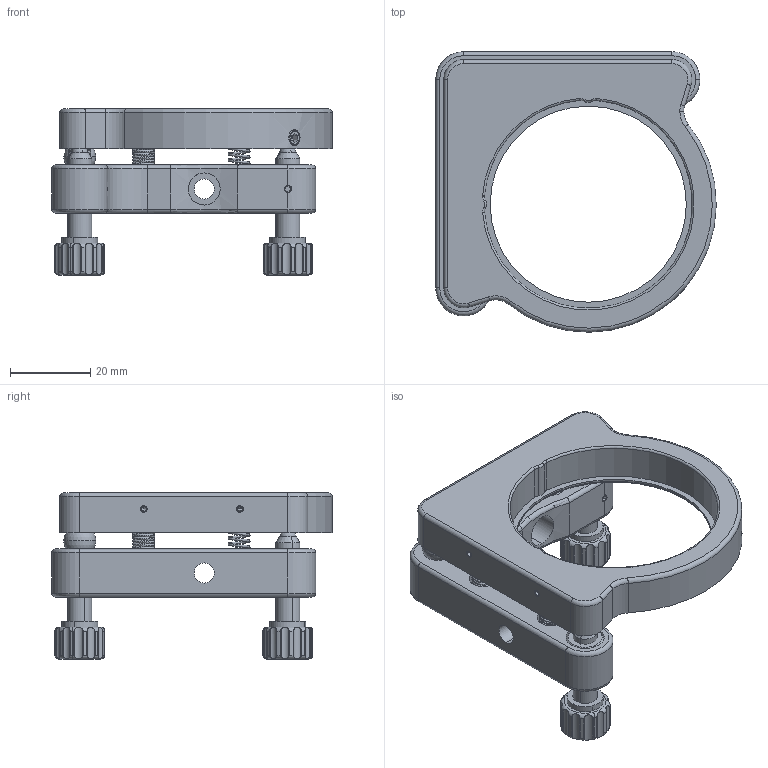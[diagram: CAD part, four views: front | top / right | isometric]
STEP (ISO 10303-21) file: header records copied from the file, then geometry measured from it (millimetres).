
FILE_DESCRIPTION (( 'STEP AP203' ), '1' );
FILE_NAME ('15867.step', '2020-11-24T14:27:03', ( '' ), ( '' ), 'SwSTEP 2.0', 'SolidWorks 2018', '' );
FILE_SCHEMA (( 'CONFIG_CONTROL_DESIGN' ));
Length unit declared in the file: centimetre
Products named in the file (1): 15867
Bounding box: 70.1 x 70.1 x 41.5 mm (x, y, z)
Volume: 37551.3 mm3; surface area: 23809.4 mm2
Topology: 28 solids, 28 shells, 594 faces, 1478 edges, 917 vertices
Faces by surface type: cylinder 301, plane 162, torus 51, cone 48, bspline 24, sphere 8
Entity records: 32708 total; most frequent: CARTESIAN_POINT 18872, DIRECTION 2883, ORIENTED_EDGE 2864, EDGE_CURVE 1432, AXIS2_PLACEMENT_3D 1140, VERTEX_POINT 905, EDGE_LOOP 653, VECTOR 603
